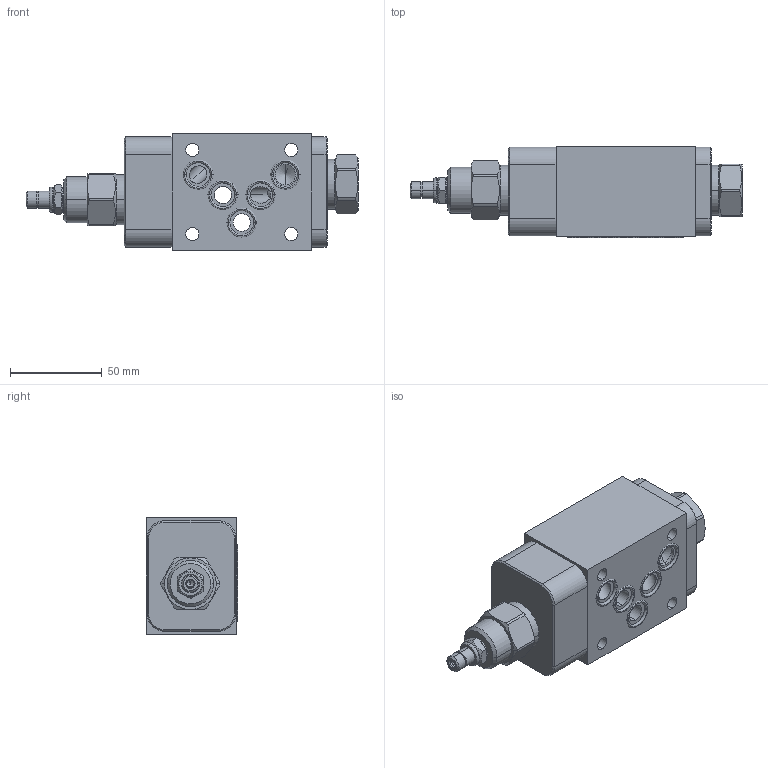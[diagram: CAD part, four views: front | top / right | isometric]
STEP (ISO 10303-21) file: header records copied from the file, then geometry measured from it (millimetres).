
FILE_DESCRIPTION((''),'2;1');
FILE_NAME('RPGCLAN-CB2_ASM','2021-03-09T',('ProEService'),(''),'PRO/ENGINEER BY PARAMETRIC TECHNOLOGY CORPORATION, 2014200','PRO/ENGINEER BY PARAMETRIC TECHNOLOGY CORPORATION, 2014200','');
FILE_SCHEMA(('CONFIG_CONTROL_DESIGN'));
Length unit declared in the file: inch
Products named in the file (5): 150-029; RPGCLAN; CXFAXAN; 500-001-014; RPGCLAN-CB2_ASM
Assembly tree (8 placements, depth 2):
  RPGCLAN-CB2_ASM
    150-029
    RPGCLAN
    CXFAXAN
    500-001-014  x5
Bounding box: 181.36 x 49.76 x 63.5 mm (x, y, z)
Volume: 340241.5 mm3; surface area: 65626.2 mm2
Topology: 12 solids, 13 shells, 434 faces, 1229 edges, 951 vertices
Faces by surface type: cylinder 160, plane 106, cone 79, torus 49, revolution 36, sphere 4
Entity records: 16642 total; most frequent: CARTESIAN_POINT 5692, DIRECTION 2372, ORIENTED_EDGE 1958, EDGE_CURVE 979, AXIS2_PLACEMENT_3D 903, VERTEX_POINT 605, VECTOR 546, LINE 546
